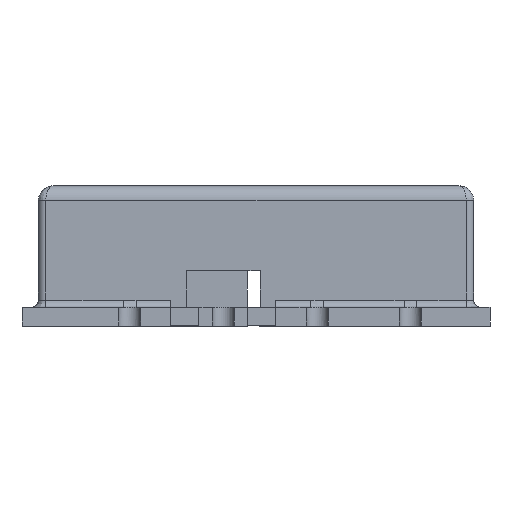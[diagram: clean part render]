
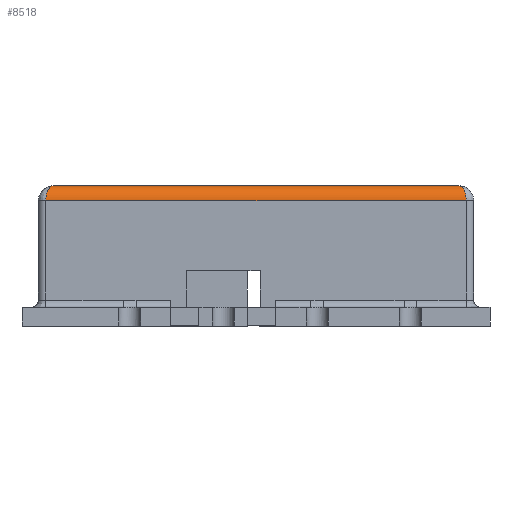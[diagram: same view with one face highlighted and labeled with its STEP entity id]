
A CAD part, front view. The second image highlights one B-rep face of the part: STEP entity #8518.
In plain terms, the highlighted cylindrical face has radius 0.4 mm (diameter 0.8 mm), a partial arc.
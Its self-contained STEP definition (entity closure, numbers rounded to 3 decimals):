
#209 = CARTESIAN_POINT ( 'NONE',  ( 5.705, -5.905, 3.41 ) ) ;
#323 = CARTESIAN_POINT ( 'NONE',  ( -5.632, -5.76, 3.719 ) ) ;
#419 = CARTESIAN_POINT ( 'NONE',  ( -5.643, -5.781, 3.699 ) ) ;
#518 = CARTESIAN_POINT ( 'NONE',  ( -5.54, -5.574, 3.81 ) ) ;
#529 = EDGE_CURVE ( 'NONE', #3722, #17929, #13257, .T. ) ;
#709 = FACE_OUTER_BOUND ( 'NONE', #4389, .T. ) ;
#890 = CARTESIAN_POINT ( 'NONE',  ( 5.705, -5.905, 3.41 ) ) ;
#1097 = CARTESIAN_POINT ( 'NONE',  ( 5.569, -5.634, 3.792 ) ) ;
#1284 = DIRECTION ( 'NONE',  ( -1., 0., 0. ) ) ;
#1830 = CARTESIAN_POINT ( 'NONE',  ( -5.628, -5.751, 3.725 ) ) ;
#2024 = CARTESIAN_POINT ( 'NONE',  ( -5.614, -5.725, 3.745 ) ) ;
#2423 = CARTESIAN_POINT ( 'NONE',  ( 5.505, -5.505, 3.81 ) ) ;
#2572 = EDGE_CURVE ( 'NONE', #4909, #6233, #12388, .T. ) ;
#2642 = ORIENTED_EDGE ( 'NONE', *, *, #529, .T. ) ;
#3331 = VECTOR ( 'NONE', #10910, 1000. ) ;
#3483 = CARTESIAN_POINT ( 'NONE',  ( -5.705, -5.905, 3.41 ) ) ;
#3584 = CARTESIAN_POINT ( 'NONE',  ( -5.685, -5.866, 3.615 ) ) ;
#3722 = VERTEX_POINT ( 'NONE', #19085 ) ;
#3994 = ORIENTED_EDGE ( 'NONE', *, *, #15120, .T. ) ;
#4259 = CARTESIAN_POINT ( 'NONE',  ( 5.705, -5.905, 3.459 ) ) ;
#4389 = EDGE_LOOP ( 'NONE', ( #2642, #6482, #14476, #3994 ) ) ;
#4838 = CARTESIAN_POINT ( 'NONE',  ( -5.705, -5.905, 3.41 ) ) ;
#4909 = VERTEX_POINT ( 'NONE', #209 ) ;
#5035 = LINE ( 'NONE', #4838, #3331 ) ;
#5266 = CARTESIAN_POINT ( 'NONE',  ( -5.705, -5.505, 3.41 ) ) ;
#5440 = CARTESIAN_POINT ( 'NONE',  ( 5.662, -5.82, 3.657 ) ) ;
#6233 = VERTEX_POINT ( 'NONE', #2423 ) ;
#6375 = CARTESIAN_POINT ( 'NONE',  ( -5.705, -5.905, 3.509 ) ) ;
#6482 = ORIENTED_EDGE ( 'NONE', *, *, #7573, .T. ) ;
#6575 = CARTESIAN_POINT ( 'NONE',  ( -5.641, -5.776, 3.704 ) ) ;
#6766 = CYLINDRICAL_SURFACE ( 'NONE', #13550, 0.4 ) ;
#6947 = CARTESIAN_POINT ( 'NONE',  ( 5.649, -5.793, 3.688 ) ) ;
#7573 = EDGE_CURVE ( 'NONE', #17929, #4909, #5035, .T. ) ;
#8518 = ADVANCED_FACE ( 'NONE', ( #709 ), #6766, .T. ) ;
#8559 = CARTESIAN_POINT ( 'NONE',  ( -5.705, -5.905, 3.41 ) ) ;
#8653 = CARTESIAN_POINT ( 'NONE',  ( 5.679, -5.854, 3.607 ) ) ;
#9272 = CARTESIAN_POINT ( 'NONE',  ( -5.505, -5.505, 3.81 ) ) ;
#9365 = VECTOR ( 'NONE', #14352, 1000. ) ;
#9461 = CARTESIAN_POINT ( 'NONE',  ( -5.645, -5.785, 3.696 ) ) ;
#10327 = CARTESIAN_POINT ( 'NONE',  ( 5.7, -5.896, 3.51 ) ) ;
#10420 = CARTESIAN_POINT ( 'NONE',  ( 5.655, -5.804, 3.675 ) ) ;
#10910 = DIRECTION ( 'NONE',  ( 1., 0., 0. ) ) ;
#12307 = CARTESIAN_POINT ( 'NONE',  ( 5.54, -5.574, 3.81 ) ) ;
#12388 = B_SPLINE_CURVE_WITH_KNOTS ( 'NONE', 3,
 ( #890, #4259, #10327, #16425, #8653, #18027, #5440, #10420, #14537, #6947, #17630, #16228, #14728, #1097, #12307, #15129 ),
 .UNSPECIFIED., .F., .F.,
 ( 4, 2, 2, 1, 1, 2, 2, 2, 4 ),
 ( 0., 0.25, 0.375, 0.437, 0.469, 0.484, 0.5, 0.75, 1. ),
 .UNSPECIFIED. ) ;
#12559 = CARTESIAN_POINT ( 'NONE',  ( -5.645, -5.785, 3.695 ) ) ;
#12751 = LINE ( 'NONE', #14250, #9365 ) ;
#12756 = CARTESIAN_POINT ( 'NONE',  ( -5.569, -5.634, 3.792 ) ) ;
#13257 = B_SPLINE_CURVE_WITH_KNOTS ( 'NONE', 3,
 ( #9272, #518, #12756, #18851, #2024, #1830, #323, #15459, #6575, #419, #9461, #12559, #3584, #6375, #3483 ),
 .UNSPECIFIED., .F., .F.,
 ( 4, 2, 2, 2, 1, 2, 2, 4 ),
 ( 0., 0.25, 0.375, 0.438, 0.469, 0.484, 0.5, 1. ),
 .UNSPECIFIED. ) ;
#13550 = AXIS2_PLACEMENT_3D ( 'NONE', #5266, #1284, #17920 ) ;
#14250 = CARTESIAN_POINT ( 'NONE',  ( -5.705, -5.505, 3.81 ) ) ;
#14352 = DIRECTION ( 'NONE',  ( -1., 0., 0. ) ) ;
#14476 = ORIENTED_EDGE ( 'NONE', *, *, #2572, .T. ) ;
#14537 = CARTESIAN_POINT ( 'NONE',  ( 5.651, -5.797, 3.683 ) ) ;
#14728 = CARTESIAN_POINT ( 'NONE',  ( 5.616, -5.728, 3.746 ) ) ;
#15120 = EDGE_CURVE ( 'NONE', #6233, #3722, #12751, .T. ) ;
#15129 = CARTESIAN_POINT ( 'NONE',  ( 5.505, -5.505, 3.81 ) ) ;
#15459 = CARTESIAN_POINT ( 'NONE',  ( -5.638, -5.771, 3.709 ) ) ;
#16228 = CARTESIAN_POINT ( 'NONE',  ( 5.634, -5.763, 3.718 ) ) ;
#16425 = CARTESIAN_POINT ( 'NONE',  ( 5.685, -5.866, 3.583 ) ) ;
#17630 = CARTESIAN_POINT ( 'NONE',  ( 5.647, -5.789, 3.691 ) ) ;
#17920 = DIRECTION ( 'NONE',  ( 0., 0., 1. ) ) ;
#17929 = VERTEX_POINT ( 'NONE', #8559 ) ;
#18027 = CARTESIAN_POINT ( 'NONE',  ( 5.668, -5.832, 3.641 ) ) ;
#18851 = CARTESIAN_POINT ( 'NONE',  ( -5.604, -5.704, 3.758 ) ) ;
#19085 = CARTESIAN_POINT ( 'NONE',  ( -5.505, -5.505, 3.81 ) ) ;
